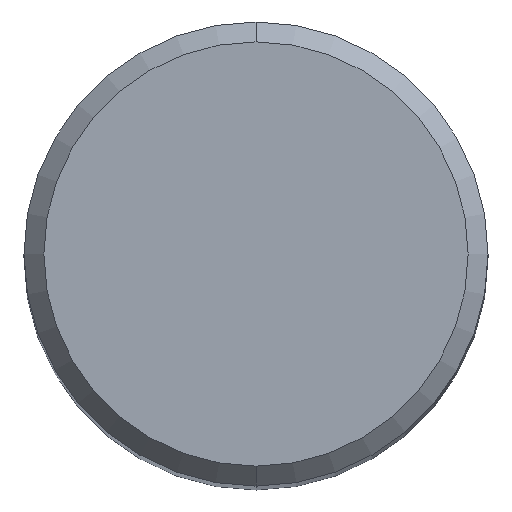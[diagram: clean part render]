
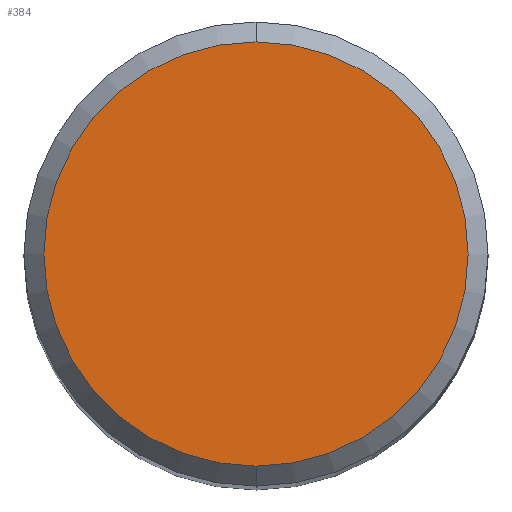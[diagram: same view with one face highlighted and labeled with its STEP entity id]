
A CAD part, top view. The second image highlights one B-rep face of the part: STEP entity #384.
In plain terms, the highlighted planar face has unit normal (0, 0, 1).
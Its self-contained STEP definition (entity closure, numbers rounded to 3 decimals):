
#284=VERTEX_POINT('',#599);
#378=VERTEX_POINT('',#704);
#384=ADVANCED_FACE('',(#710),#711,.T.);
#396=EDGE_CURVE('',#378,#284,#724,.T.);
#444=EDGE_CURVE('',#284,#378,#773,.T.);
#599=CARTESIAN_POINT('',(0.,-6.4,0.0));
#704=CARTESIAN_POINT('',(0.0,6.4,0.0));
#710=FACE_OUTER_BOUND('',#1320,.T.);
#711=PLANE('',#1321);
#724=CIRCLE('',#1338,6.4);
#773=CIRCLE('',#1460,6.4);
#1320=EDGE_LOOP('',(#1765,#1766));
#1321=AXIS2_PLACEMENT_3D('',#1767,#1768,#1769);
#1338=AXIS2_PLACEMENT_3D('',#1789,#1790,#1791);
#1460=AXIS2_PLACEMENT_3D('',#1817,#1818,#1819);
#1765=ORIENTED_EDGE('',*,*,#396,.F.);
#1766=ORIENTED_EDGE('',*,*,#444,.F.);
#1767=CARTESIAN_POINT('',(0.0,3.2,0.0));
#1768=DIRECTION('',(-0.0,0.0,1.0));
#1769=DIRECTION('',(0.0,-1.0,0.0));
#1789=CARTESIAN_POINT('',(0.0,0.0,0.0));
#1790=DIRECTION('',(0.0,0.0,-1.0));
#1791=DIRECTION('',(0.0,1.0,0.0));
#1817=CARTESIAN_POINT('',(0.0,0.0,0.0));
#1818=DIRECTION('',(0.0,0.0,-1.0));
#1819=DIRECTION('',(0.0,1.0,0.0));
